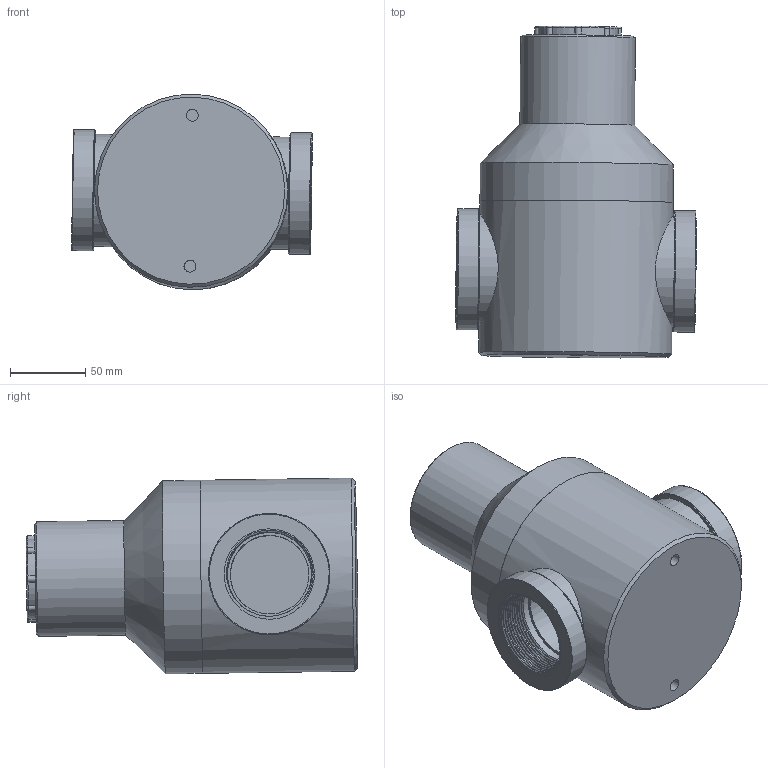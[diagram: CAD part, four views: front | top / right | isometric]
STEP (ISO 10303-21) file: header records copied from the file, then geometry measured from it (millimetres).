
FILE_DESCRIPTION (( 'STEP AP214' ), '1' );
FILE_NAME ('2-1101-7X.STEP', '2019-05-17T13:26:19', ( '' ), ( '' ), 'SwSTEP 2.0', 'SolidWorks 2019', '' );
FILE_SCHEMA (( 'AUTOMOTIVE_DESIGN' ));
Length unit declared in the file: millimetre
Products named in the file (11): PVC Bonnet all size; 63mm threaded body - ABS_63mm or 2; 63mm stub cutout - ABS; 63mm Dust Cap; 2-1101-7X; 63mm stub - ABS; PVC Bonnet all size_63mm PVC-304; 63mm threaded body - ABS
Assembly tree (5 placements, depth 2):
  PVC Bonnet all size
  63mm Dust Cap
  2-1101-7X
    PVC Bonnet all size_63mm PVC-304
    63mm Dust Cap
    63mm stub cutout - ABS
    63mm stub - ABS
    63mm threaded body - ABS_63mm or 2
  63mm stub cutout - ABS
  63mm stub - ABS
Bounding box: 159.21 x 219.84 x 129.71 mm (x, y, z)
Volume: 2009627.5 mm3; surface area: 214043.5 mm2
Topology: 5 solids, 5 shells, 124 faces, 270 edges, 173 vertices
Faces by surface type: cylinder 60, plane 31, torus 16, bspline 12, cone 5
Full cylindrical faces by diameter (mm): 7.938 x2, 41.5 x1, 43.8 x1, 52.197 x2, 55.914 x20, 59.898 x2, 60.197 x2, 74.5 x4, 76 x1, 79.611 x2, 80.344 x1, 80.619 x1, 128 x2
Entity records: 9697 total; most frequent: CARTESIAN_POINT 7348, DIRECTION 425, ORIENTED_EDGE 346, AXIS2_PLACEMENT_3D 202, EDGE_CURVE 173, EDGE_LOOP 155, FACE_OUTER_BOUND 129, VERTEX_POINT 126
